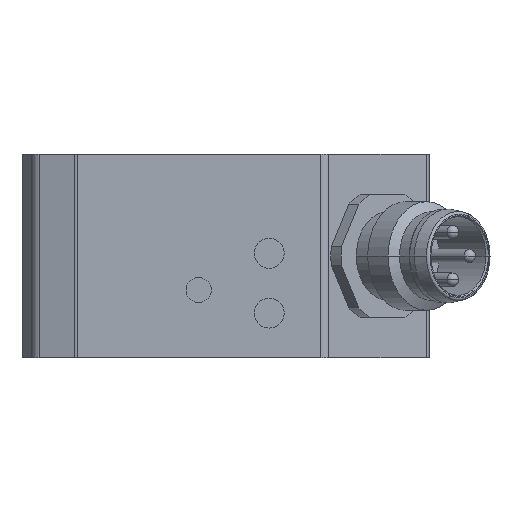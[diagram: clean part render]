
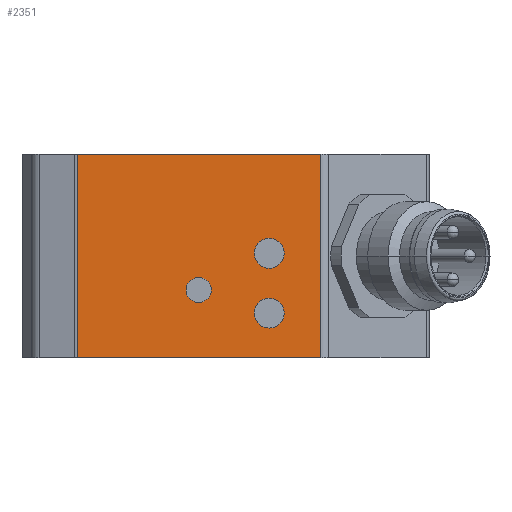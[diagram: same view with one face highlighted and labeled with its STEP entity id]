
A CAD part, left-side view. The second image highlights one B-rep face of the part: STEP entity #2351.
In plain terms, the highlighted planar face has unit normal (-1, 0, 0).
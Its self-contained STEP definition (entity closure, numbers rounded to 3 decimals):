
#39 = VERTEX_POINT ( 'NONE', #5039 ) ;
#97 = EDGE_LOOP ( 'NONE', ( #4178, #177 ) ) ;
#177 = ORIENTED_EDGE ( 'NONE', *, *, #4989, .T. ) ;
#184 = DIRECTION ( 'NONE',  ( 1., 0., 0. ) ) ;
#296 = ORIENTED_EDGE ( 'NONE', *, *, #2018, .T. ) ;
#476 = CARTESIAN_POINT ( 'NONE',  ( 0., 11.8, -4.2 ) ) ;
#522 = FACE_OUTER_BOUND ( 'NONE', #2157, .T. ) ;
#569 = AXIS2_PLACEMENT_3D ( 'NONE', #1742, #6291, #628 ) ;
#628 = DIRECTION ( 'NONE',  ( 0., 0., -1. ) ) ;
#729 = ORIENTED_EDGE ( 'NONE', *, *, #1679, .F. ) ;
#746 = CARTESIAN_POINT ( 'NONE',  ( 0., 25.895, 7.5 ) ) ;
#808 = DIRECTION ( 'NONE',  ( 0., 0., -1. ) ) ;
#840 = DIRECTION ( 'NONE',  ( 0., 0., -1. ) ) ;
#875 = ORIENTED_EDGE ( 'NONE', *, *, #2189, .T. ) ;
#881 = VERTEX_POINT ( 'NONE', #2608 ) ;
#967 = CIRCLE ( 'NONE', #6573, 1.1 ) ;
#1006 = DIRECTION ( 'NONE',  ( 0., 0., -1. ) ) ;
#1218 = VERTEX_POINT ( 'NONE', #5314 ) ;
#1389 = CIRCLE ( 'NONE', #4216, 0.925 ) ;
#1441 = EDGE_CURVE ( 'NONE', #5687, #5333, #3744, .T. ) ;
#1627 = VERTEX_POINT ( 'NONE', #6468 ) ;
#1669 = CARTESIAN_POINT ( 'NONE',  ( 0., 11.8, -5.3 ) ) ;
#1679 = EDGE_CURVE ( 'NONE', #39, #3362, #3412, .T. ) ;
#1722 = CIRCLE ( 'NONE', #2805, 1.1 ) ;
#1742 = CARTESIAN_POINT ( 'NONE',  ( 0., 17., -2.5 ) ) ;
#1944 = ORIENTED_EDGE ( 'NONE', *, *, #3140, .T. ) ;
#1956 = CARTESIAN_POINT ( 'NONE',  ( 0., 25.895, 7.5 ) ) ;
#2015 = EDGE_LOOP ( 'NONE', ( #875, #5043 ) ) ;
#2018 = EDGE_CURVE ( 'NONE', #1218, #3362, #5726, .T. ) ;
#2105 = CARTESIAN_POINT ( 'NONE',  ( 0., 25.895, 7.5 ) ) ;
#2157 = EDGE_LOOP ( 'NONE', ( #296, #729, #4311, #2489 ) ) ;
#2189 = EDGE_CURVE ( 'NONE', #1627, #881, #1722, .T. ) ;
#2351 = ADVANCED_FACE ( 'NONE', ( #4745, #5720, #5145, #522 ), #5209, .F. ) ;
#2362 = CARTESIAN_POINT ( 'NONE',  ( 0., 17., -1.575 ) ) ;
#2371 = LINE ( 'NONE', #746, #2485 ) ;
#2485 = VECTOR ( 'NONE', #808, 1000. ) ;
#2489 = ORIENTED_EDGE ( 'NONE', *, *, #6069, .T. ) ;
#2527 = DIRECTION ( 'NONE',  ( 1., 0., 0. ) ) ;
#2608 = CARTESIAN_POINT ( 'NONE',  ( 0., 11.8, 1.3 ) ) ;
#2794 = DIRECTION ( 'NONE',  ( 0., 0., -1. ) ) ;
#2805 = AXIS2_PLACEMENT_3D ( 'NONE', #5589, #3544, #5117 ) ;
#2813 = DIRECTION ( 'NONE',  ( 1., 0., 0. ) ) ;
#2824 = CARTESIAN_POINT ( 'NONE',  ( 0., 17., -3.425 ) ) ;
#2953 = CARTESIAN_POINT ( 'NONE',  ( 0., 8.005, -7.5 ) ) ;
#2960 = VERTEX_POINT ( 'NONE', #2362 ) ;
#3105 = AXIS2_PLACEMENT_3D ( 'NONE', #5372, #6414, #4406 ) ;
#3140 = EDGE_CURVE ( 'NONE', #5800, #2960, #3920, .T. ) ;
#3220 = CARTESIAN_POINT ( 'NONE',  ( 0., 25.895, 7.5 ) ) ;
#3362 = VERTEX_POINT ( 'NONE', #2953 ) ;
#3412 = LINE ( 'NONE', #5996, #3414 ) ;
#3414 = VECTOR ( 'NONE', #2794, 1000. ) ;
#3544 = DIRECTION ( 'NONE',  ( 1., 0., 0. ) ) ;
#3744 = CIRCLE ( 'NONE', #5982, 1.1 ) ;
#3766 = EDGE_CURVE ( 'NONE', #4830, #39, #4532, .T. ) ;
#3787 = ORIENTED_EDGE ( 'NONE', *, *, #5969, .T. ) ;
#3920 = CIRCLE ( 'NONE', #569, 0.925 ) ;
#4031 = DIRECTION ( 'NONE',  ( 0., -1., 0. ) ) ;
#4142 = VECTOR ( 'NONE', #4031, 1000. ) ;
#4156 = DIRECTION ( 'NONE',  ( 0., -1., 0. ) ) ;
#4178 = ORIENTED_EDGE ( 'NONE', *, *, #1441, .T. ) ;
#4216 = AXIS2_PLACEMENT_3D ( 'NONE', #5819, #184, #4814 ) ;
#4256 = CARTESIAN_POINT ( 'NONE',  ( 0., 25.895, -7.5 ) ) ;
#4311 = ORIENTED_EDGE ( 'NONE', *, *, #3766, .F. ) ;
#4406 = DIRECTION ( 'NONE',  ( 0., 0., -1. ) ) ;
#4532 = LINE ( 'NONE', #1956, #4142 ) ;
#4745 = FACE_BOUND ( 'NONE', #5872, .T. ) ;
#4780 = DIRECTION ( 'NONE',  ( 0., 0., -1. ) ) ;
#4814 = DIRECTION ( 'NONE',  ( 0., 0., -1. ) ) ;
#4830 = VERTEX_POINT ( 'NONE', #3220 ) ;
#4989 = EDGE_CURVE ( 'NONE', #5333, #5687, #5696, .T. ) ;
#5039 = CARTESIAN_POINT ( 'NONE',  ( 0., 8.005, 7.5 ) ) ;
#5043 = ORIENTED_EDGE ( 'NONE', *, *, #6108, .T. ) ;
#5117 = DIRECTION ( 'NONE',  ( 0., 0., -1. ) ) ;
#5145 = FACE_BOUND ( 'NONE', #97, .T. ) ;
#5179 = VECTOR ( 'NONE', #4156, 1000. ) ;
#5209 = PLANE ( 'NONE',  #5504 ) ;
#5273 = DIRECTION ( 'NONE',  ( 1., 0., 0. ) ) ;
#5314 = CARTESIAN_POINT ( 'NONE',  ( 0., 25.895, -7.5 ) ) ;
#5333 = VERTEX_POINT ( 'NONE', #6436 ) ;
#5342 = CARTESIAN_POINT ( 'NONE',  ( 0., 11.8, 0.2 ) ) ;
#5372 = CARTESIAN_POINT ( 'NONE',  ( 0., 11.8, -4.2 ) ) ;
#5504 = AXIS2_PLACEMENT_3D ( 'NONE', #2105, #5273, #4780 ) ;
#5589 = CARTESIAN_POINT ( 'NONE',  ( 0., 11.8, 0.2 ) ) ;
#5687 = VERTEX_POINT ( 'NONE', #1669 ) ;
#5696 = CIRCLE ( 'NONE', #3105, 1.1 ) ;
#5720 = FACE_BOUND ( 'NONE', #2015, .T. ) ;
#5726 = LINE ( 'NONE', #4256, #5179 ) ;
#5800 = VERTEX_POINT ( 'NONE', #2824 ) ;
#5819 = CARTESIAN_POINT ( 'NONE',  ( 0., 17., -2.5 ) ) ;
#5872 = EDGE_LOOP ( 'NONE', ( #1944, #3787 ) ) ;
#5969 = EDGE_CURVE ( 'NONE', #2960, #5800, #1389, .T. ) ;
#5982 = AXIS2_PLACEMENT_3D ( 'NONE', #476, #2527, #1006 ) ;
#5996 = CARTESIAN_POINT ( 'NONE',  ( 0., 8.005, 7.5 ) ) ;
#6069 = EDGE_CURVE ( 'NONE', #4830, #1218, #2371, .T. ) ;
#6108 = EDGE_CURVE ( 'NONE', #881, #1627, #967, .T. ) ;
#6291 = DIRECTION ( 'NONE',  ( 1., 0., 0. ) ) ;
#6414 = DIRECTION ( 'NONE',  ( 1., 0., 0. ) ) ;
#6436 = CARTESIAN_POINT ( 'NONE',  ( 0., 11.8, -3.1 ) ) ;
#6468 = CARTESIAN_POINT ( 'NONE',  ( 0., 11.8, -0.9 ) ) ;
#6573 = AXIS2_PLACEMENT_3D ( 'NONE', #5342, #2813, #840 ) ;
